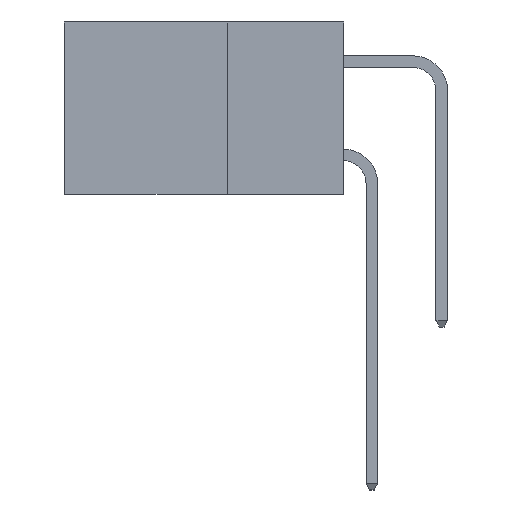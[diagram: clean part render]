
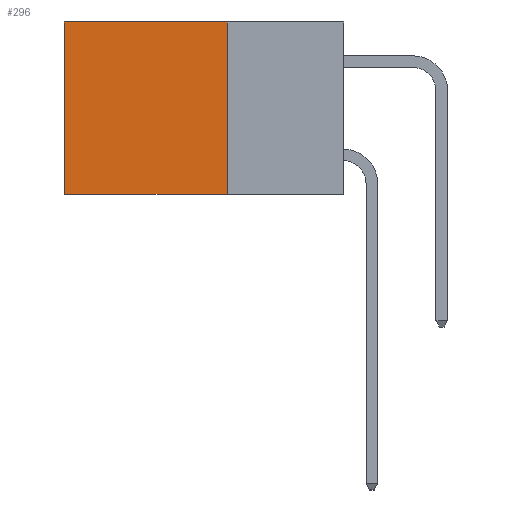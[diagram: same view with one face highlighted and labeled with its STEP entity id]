
A CAD part, left-side view. The second image highlights one B-rep face of the part: STEP entity #296.
In plain terms, the highlighted planar face has unit normal (-1, 0, 0).
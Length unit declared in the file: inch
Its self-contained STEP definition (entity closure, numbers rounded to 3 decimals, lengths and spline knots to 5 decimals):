
#296 = ADVANCED_FACE ( 'NONE', ( #10083 ), #1961, .F. ) ;
#355 = LINE ( 'NONE', #10143, #11482 ) ;
#459 = ORIENTED_EDGE ( 'NONE', *, *, #1922, .T. ) ;
#721 = ORIENTED_EDGE ( 'NONE', *, *, #4857, .F. ) ;
#872 = LINE ( 'NONE', #9659, #3358 ) ;
#1326 = DIRECTION ( 'NONE',  ( 0., 1., 0. ) ) ;
#1762 = CARTESIAN_POINT ( 'NONE',  ( 0.2615, 0.25, -0.37 ) ) ;
#1815 = CARTESIAN_POINT ( 'NONE',  ( 0.2615, 0.6, -0.37 ) ) ;
#1922 = EDGE_CURVE ( 'NONE', #4613, #8144, #2402, .T. ) ;
#1961 = PLANE ( 'NONE',  #11373 ) ;
#2339 = DIRECTION ( 'NONE',  ( 0., 0., -1. ) ) ;
#2402 = LINE ( 'NONE', #6744, #10382 ) ;
#2438 = DIRECTION ( 'NONE',  ( 1., 0., 0. ) ) ;
#2808 = EDGE_CURVE ( 'NONE', #4613, #3045, #872, .T. ) ;
#3045 = VERTEX_POINT ( 'NONE', #4358 ) ;
#3076 = ORIENTED_EDGE ( 'NONE', *, *, #2808, .F. ) ;
#3358 = VECTOR ( 'NONE', #8962, 39.37008 ) ;
#4210 = EDGE_LOOP ( 'NONE', ( #11157, #721, #3076, #459 ) ) ;
#4358 = CARTESIAN_POINT ( 'NONE',  ( 0.2615, 0.25, -0.37 ) ) ;
#4360 = VERTEX_POINT ( 'NONE', #1815 ) ;
#4613 = VERTEX_POINT ( 'NONE', #8209 ) ;
#4857 = EDGE_CURVE ( 'NONE', #3045, #4360, #8011, .T. ) ;
#5840 = DIRECTION ( 'NONE',  ( 0., 1., 0. ) ) ;
#6555 = EDGE_CURVE ( 'NONE', #8144, #4360, #355, .T. ) ;
#6744 = CARTESIAN_POINT ( 'NONE',  ( 0.2615, 0.25, 0. ) ) ;
#8011 = LINE ( 'NONE', #1762, #9359 ) ;
#8144 = VERTEX_POINT ( 'NONE', #11766 ) ;
#8209 = CARTESIAN_POINT ( 'NONE',  ( 0.2615, 0.25, 0. ) ) ;
#8962 = DIRECTION ( 'NONE',  ( 0., 0., -1. ) ) ;
#9359 = VECTOR ( 'NONE', #1326, 39.37008 ) ;
#9659 = CARTESIAN_POINT ( 'NONE',  ( 0.2615, 0.25, -0.37 ) ) ;
#10083 = FACE_OUTER_BOUND ( 'NONE', #4210, .T. ) ;
#10103 = DIRECTION ( 'NONE',  ( 0., 0., -1. ) ) ;
#10143 = CARTESIAN_POINT ( 'NONE',  ( 0.2615, 0.6, -0.37 ) ) ;
#10330 = CARTESIAN_POINT ( 'NONE',  ( 0.2615, 0.25, -0.37 ) ) ;
#10382 = VECTOR ( 'NONE', #5840, 39.37008 ) ;
#11157 = ORIENTED_EDGE ( 'NONE', *, *, #6555, .T. ) ;
#11373 = AXIS2_PLACEMENT_3D ( 'NONE', #10330, #2438, #2339 ) ;
#11482 = VECTOR ( 'NONE', #10103, 39.37008 ) ;
#11766 = CARTESIAN_POINT ( 'NONE',  ( 0.2615, 0.6, 0. ) ) ;
